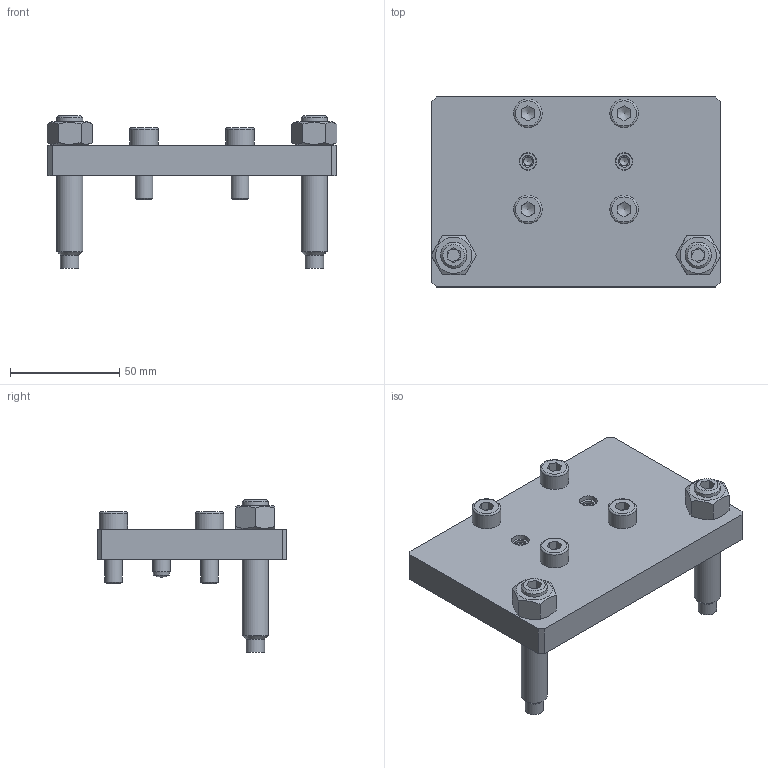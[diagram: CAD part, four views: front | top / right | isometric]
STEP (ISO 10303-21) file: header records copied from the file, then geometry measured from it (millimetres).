
FILE_DESCRIPTION(/* description */ ('PRESSORE'),/* implementation_level */ '2;1');
FILE_NAME(/* name */ 'PP-PAO-MC 50.stp',/* time_stamp */ '2019-11-19T15:30:56+01:00',/* author */ ('Tecnico'),/* organization */ (''),/* preprocessor_version */ 'ST-DEVELOPER v17',/* originating_system */ 'Autodesk Inventor 2019',/* authorisation */ '');
FILE_SCHEMA (('AUTOMOTIVE_DESIGN { 1 0 10303 214 3 1 1 }'));
Length unit declared in the file: millimetre
Products named in the file (6): PP-PAO-MC 50; PIASTRA 50; ISO 4032 - M12; ISO 8735 - 8 x 20 - A; ISO 4762  - M8 x 25; DIN 915 - M12 x70
Assembly tree (11 placements, depth 2):
  PP-PAO-MC 50
    PIASTRA 50
    ISO 4032 - M12  x2
    ISO 8735 - 8 x 20 - A  x2
    ISO 4762  - M8 x 25  x4
    DIN 915 - M12 x70  x2
Bounding box: 132.78 x 87 x 70 mm (x, y, z)
Volume: 182312.5 mm3; surface area: 46219.9 mm2
Topology: 11 solids, 11 shells, 148 faces, 400 edges, 278 vertices
Faces by surface type: plane 80, cone 30, cylinder 28, torus 8, sphere 2
Full cylindrical faces by diameter (mm): 4.135 x2, 5.3 x2, 8 x8, 8.5 x2, 9 x4, 10.106 x4, 12 x2, 13 x4
Entity records: 2488 total; most frequent: CARTESIAN_POINT 451, DIRECTION 403, ORIENTED_EDGE 368, EDGE_CURVE 184, AXIS2_PLACEMENT_3D 160, VERTEX_POINT 130, EDGE_LOOP 90, LINE 83
